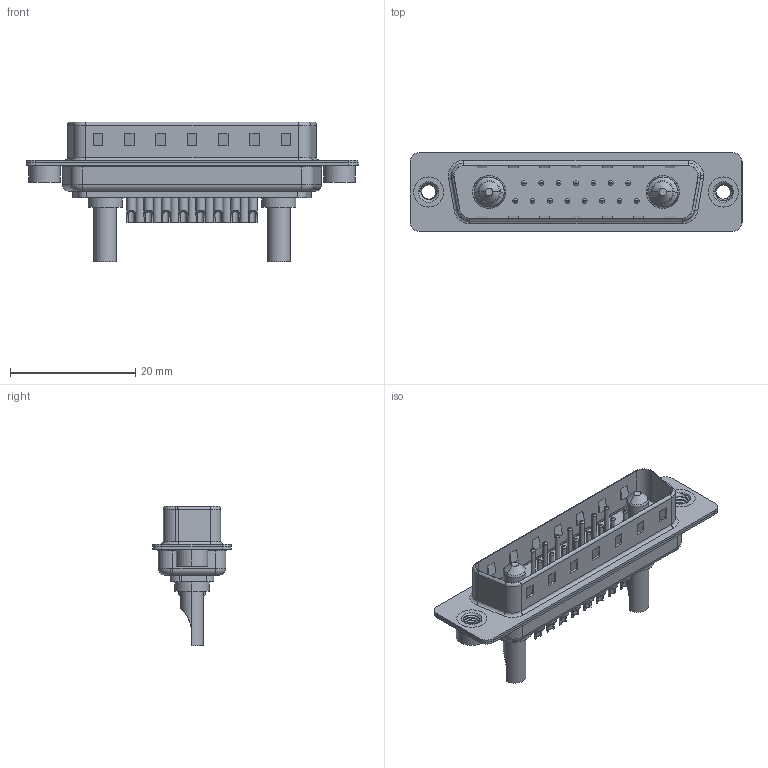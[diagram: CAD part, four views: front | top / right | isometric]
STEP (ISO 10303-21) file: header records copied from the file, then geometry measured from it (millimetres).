
FILE_DESCRIPTION (( 'STEP AP203' ), '1' );
FILE_NAME ('627-17W2622-2TA.STEP', '2019-05-27T21:55:36', ( '' ), ( '' ), 'SwSTEP 2.0', 'SolidWorks 2016', '' );
FILE_SCHEMA (( 'CONFIG_CONTROL_DESIGN' ));
Length unit declared in the file: millimetre
Products named in the file (9): 627Combo Shell Front_25 Contacts; Power Pin_20A SC; 627Combo Housing_17W2; 627Combo Contact Row 1_22; 627-17W2622-2TA; 627Combo Contact Row 2_22; 627Combo Shell Rear_25 Contacts; 627Combo Threaded Rivet_2; 627Combo Threaded Rivet_A
Assembly tree (22 placements, depth 2):
  627-17W2622-2TA
    627Combo Housing_17W2
    627Combo Shell Rear_25 Contacts
    627Combo Shell Front_25 Contacts
    627Combo Threaded Rivet_A
    Power Pin_20A SC  x2
    627Combo Threaded Rivet_2
    627Combo Contact Row 1_22  x7
    627Combo Contact Row 2_22  x8
Bounding box: 53 x 12.6 x 22.3 mm (x, y, z)
Volume: 2905.9 mm3; surface area: 7071.5 mm2
Topology: 24 solids, 24 shells, 1022 faces, 2418 edges, 1487 vertices
Faces by surface type: cylinder 422, plane 332, torus 204, cone 54, bspline 10
Entity records: 22482 total; most frequent: CARTESIAN_POINT 6550, DIRECTION 3218, ORIENTED_EDGE 2924, EDGE_CURVE 1462, AXIS2_PLACEMENT_3D 1242, VERTEX_POINT 927, LINE 734, VECTOR 734
